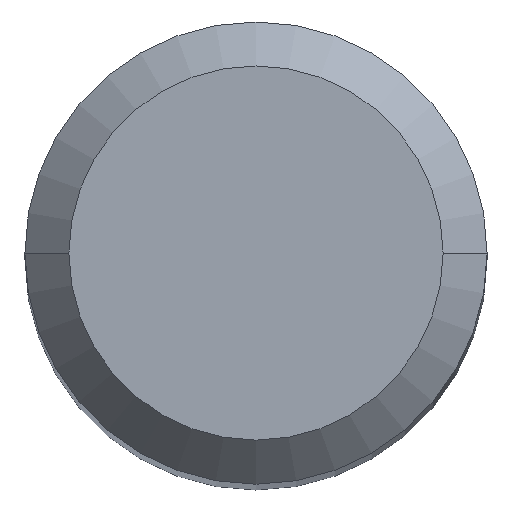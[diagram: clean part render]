
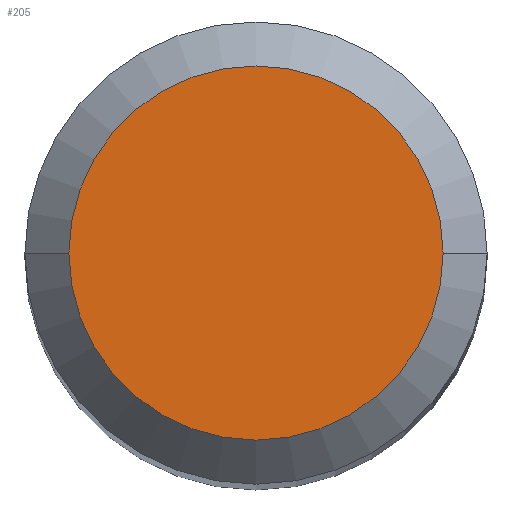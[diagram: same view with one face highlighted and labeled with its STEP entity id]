
A CAD part, top view. The second image highlights one B-rep face of the part: STEP entity #205.
In plain terms, the highlighted planar face has unit normal (0, 0, 1).
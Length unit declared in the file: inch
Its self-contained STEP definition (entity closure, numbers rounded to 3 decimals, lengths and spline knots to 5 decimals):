
#57 = PLANE ( 'NONE',  #272 ) ;
#99 = AXIS2_PLACEMENT_3D ( 'NONE', #400, #255, #279 ) ;
#134 = ORIENTED_EDGE ( 'NONE', *, *, #346, .T. ) ;
#179 = DIRECTION ( 'NONE',  ( 1., 0., 0. ) ) ;
#188 = VERTEX_POINT ( 'NONE', #232 ) ;
#205 = ADVANCED_FACE ( 'NONE', ( #375 ), #57, .F. ) ;
#208 = DIRECTION ( 'NONE',  ( 0., 0., -1. ) ) ;
#227 = CIRCLE ( 'NONE', #343, 0.06375 ) ;
#229 = DIRECTION ( 'NONE',  ( -1., 0., 0. ) ) ;
#232 = CARTESIAN_POINT ( 'NONE',  ( -0.06375, 0., 0. ) ) ;
#242 = CIRCLE ( 'NONE', #99, 0.06375 ) ;
#255 = DIRECTION ( 'NONE',  ( 0., 0., 1. ) ) ;
#265 = EDGE_LOOP ( 'NONE', ( #134, #461 ) ) ;
#272 = AXIS2_PLACEMENT_3D ( 'NONE', #277, #208, #229 ) ;
#277 = CARTESIAN_POINT ( 'NONE',  ( 0., 0.06375, 0. ) ) ;
#279 = DIRECTION ( 'NONE',  ( 1., 0., 0. ) ) ;
#286 = VERTEX_POINT ( 'NONE', #398 ) ;
#292 = CARTESIAN_POINT ( 'NONE',  ( 0., 0., 0. ) ) ;
#343 = AXIS2_PLACEMENT_3D ( 'NONE', #292, #390, #179 ) ;
#346 = EDGE_CURVE ( 'NONE', #188, #286, #227, .T. ) ;
#375 = FACE_OUTER_BOUND ( 'NONE', #265, .T. ) ;
#390 = DIRECTION ( 'NONE',  ( 0., 0., 1. ) ) ;
#398 = CARTESIAN_POINT ( 'NONE',  ( 0.06375, 0., 0. ) ) ;
#400 = CARTESIAN_POINT ( 'NONE',  ( 0., 0., 0. ) ) ;
#425 = EDGE_CURVE ( 'NONE', #286, #188, #242, .T. ) ;
#461 = ORIENTED_EDGE ( 'NONE', *, *, #425, .T. ) ;
